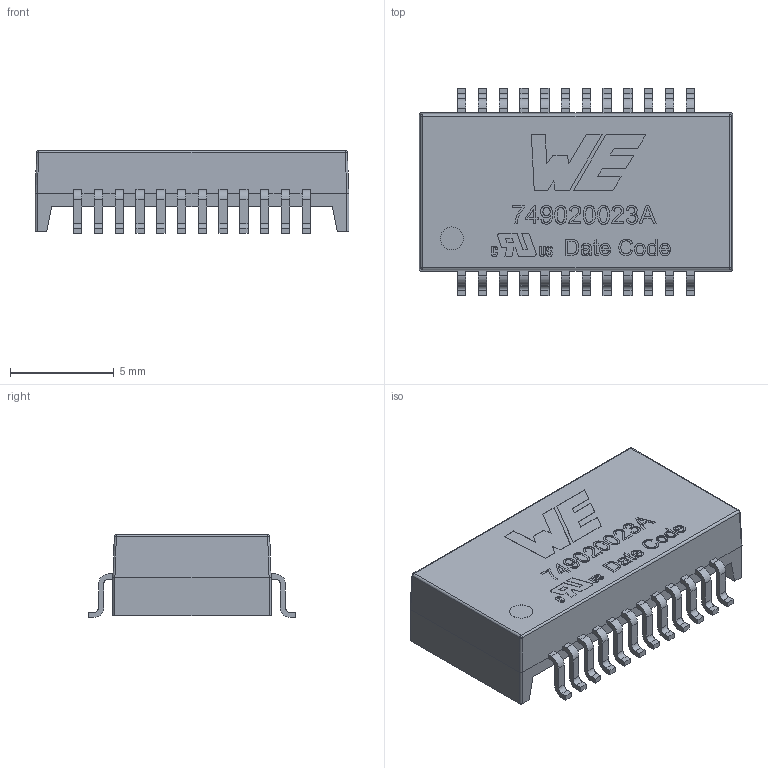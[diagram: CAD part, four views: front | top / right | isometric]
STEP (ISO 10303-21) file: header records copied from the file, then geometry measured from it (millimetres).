
FILE_DESCRIPTION(/* description */ ('Unknown','CAx-IF Rec.Pracs.---Representation and Presentation of Product Manufacturing Information (PMI)---4.0---2014-10-13','CAx-IF Rec.Pracs.---3D Tessellated Geometry---0.4---2014-09-14','2;1'),/* implementation_level */ '2;1');
FILE_NAME(/* name */ '749020023A',/* time_stamp */ '2024-01-10T11:17:33+08:00',/* author */ ('Unknown'),/* organization */ ('Unknown'),/* preprocessor_version */ 'ST-DEVELOPER v16.7',/* originating_system */ 'Solid Edge',/* authorisation */ 'Unknown');
FILE_SCHEMA (('AP242_MANAGED_MODEL_BASED_3D_ENGINEERING_MIM_LF { 1 0 10303 442 1 1 4 }'));
Length unit declared in the file: millimetre
Products named in the file (3): 749020023A; Housing_oa_0; Pins
Assembly tree (2 placements, depth 2):
  749020023A
    Housing_oa_0
    Pins
Bounding box: 15.1 x 10 x 4 mm (x, y, z)
Volume: 163.6 mm3; surface area: 766.8 mm2
Topology: 49 solids, 49 shells, 1337 faces, 3663 edges, 2434 vertices
Faces by surface type: plane 919, cylinder 371, bspline 43, sphere 4
Full cylindrical faces by diameter (mm): 1.1 x1
Entity records: 44658 total; most frequent: CARTESIAN_POINT 10169, ORIENTED_EDGE 7296, DIRECTION 6760, EDGE_CURVE 3648, LINE 2690, VECTOR 2690, VERTEX_POINT 2434, AXIS2_PLACEMENT_3D 2035
